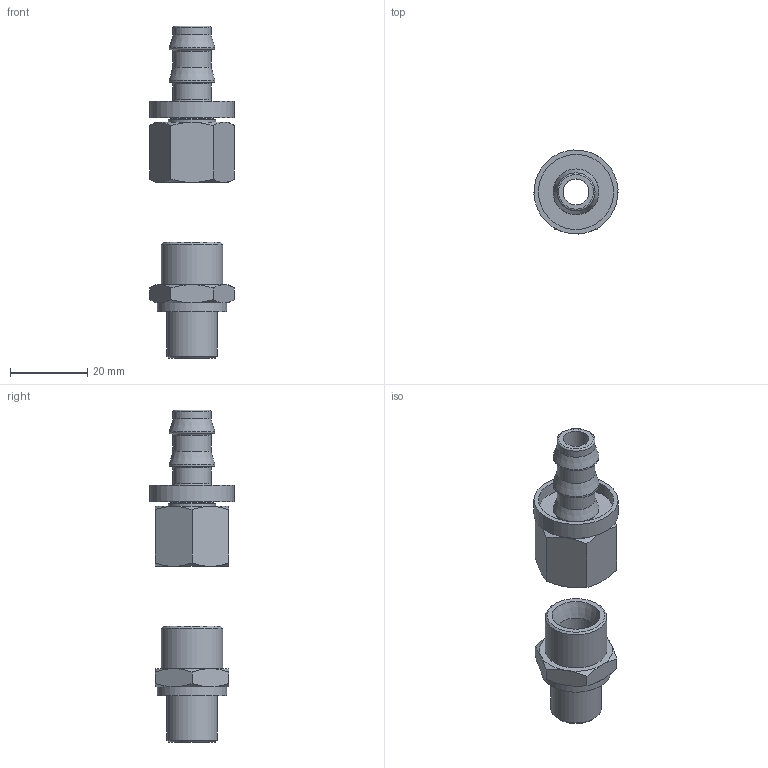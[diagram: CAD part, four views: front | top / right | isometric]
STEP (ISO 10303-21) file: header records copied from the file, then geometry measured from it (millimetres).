
FILE_DESCRIPTION(/* description */ (''),/* implementation_level */ '2;1');
FILE_NAME(/* name */ 'Schlauchanschluss_G1_4a_fuer_Schlauch_id9_5mm_steckbar_101554.stp',/* time_stamp */ '2018-05-03T13:28:44+02:00',/* author */ ('002096'),/* organization */ (''),/* preprocessor_version */ 'ST-DEVELOPER v17',/* originating_system */ 'Autodesk Inventor 2018',/* authorisation */ '');
FILE_SCHEMA (('AUTOMOTIVE_DESIGN { 1 0 10303 214 3 1 1 }'));
Length unit declared in the file: millimetre
Products named in the file (6): angea26d; anges01a; ansta01c; ansas01c_Teil2; Ring; ansas01c_Teil1
Assembly tree (5 placements, depth 3):
  angea26d
    anges01a
    ansta01c
      ansas01c_Teil2
      Ring
      ansas01c_Teil1
Bounding box: 21.94 x 21.76 x 86 mm (x, y, z)
Volume: 9602.7 mm3; surface area: 8101.8 mm2
Topology: 4 solids, 4 shells, 94 faces, 213 edges, 140 vertices
Faces by surface type: cone 33, plane 33, cylinder 19, torus 8, bspline 1
Full cylindrical faces by diameter (mm): 6.7 x1, 6.9 x1, 9.86 x3, 10 x1, 11.115 x1, 11.3 x1, 11.89 x1, 12.2 x1, 12.28 x1, 12.6 x1, 13.157 x1, 14 x1, 14.376 x1, 16 x1, 18 x1, 19.5 x1, 21.8 x1
Entity records: 2896 total; most frequent: CARTESIAN_POINT 580, DIRECTION 498, ORIENTED_EDGE 426, AXIS2_PLACEMENT_3D 229, EDGE_CURVE 213, VERTEX_POINT 140, CIRCLE 125, EDGE_LOOP 115
